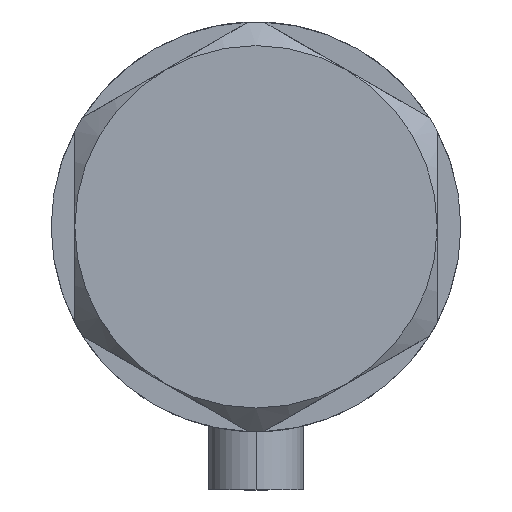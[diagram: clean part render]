
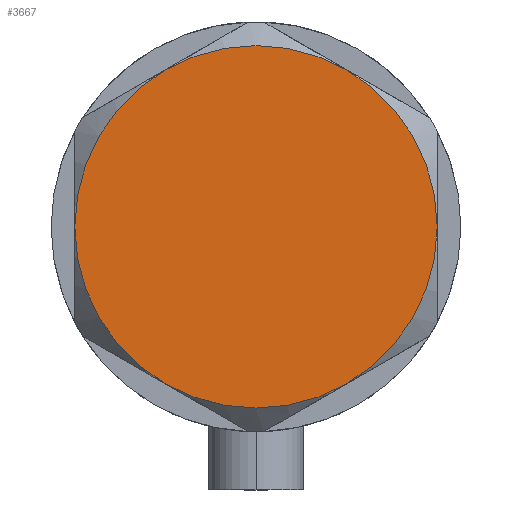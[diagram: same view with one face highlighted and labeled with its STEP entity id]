
A CAD part, left-side view. The second image highlights one B-rep face of the part: STEP entity #3667.
In plain terms, the highlighted face is planar.
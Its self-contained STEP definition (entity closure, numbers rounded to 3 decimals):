
#86 = AXIS2_PLACEMENT_3D ( 'NONE', #2016, #1323, #881 ) ;
#166 = ORIENTED_EDGE ( 'NONE', *, *, #1832, .T. ) ;
#174 = VERTEX_POINT ( 'NONE', #3255 ) ;
#216 = FACE_OUTER_BOUND ( 'NONE', #4402, .T. ) ;
#237 = ORIENTED_EDGE ( 'NONE', *, *, #4425, .T. ) ;
#296 = VERTEX_POINT ( 'NONE', #3295 ) ;
#331 = AXIS2_PLACEMENT_3D ( 'NONE', #1130, #2688, #3395 ) ;
#398 = ORIENTED_EDGE ( 'NONE', *, *, #2606, .T. ) ;
#526 = DIRECTION ( 'NONE',  ( 0., 0., 1. ) ) ;
#578 = DIRECTION ( 'NONE',  ( 1., 0., 0. ) ) ;
#698 = CIRCLE ( 'NONE', #3870, 23. ) ;
#709 = CIRCLE ( 'NONE', #3477, 23. ) ;
#881 = DIRECTION ( 'NONE',  ( 1., 0., 0. ) ) ;
#1130 = CARTESIAN_POINT ( 'NONE',  ( 0., 0., 9. ) ) ;
#1167 = DIRECTION ( 'NONE',  ( 1., 0., 0. ) ) ;
#1255 = CARTESIAN_POINT ( 'NONE',  ( 0., 0., 9. ) ) ;
#1323 = DIRECTION ( 'NONE',  ( 0., 0., 1. ) ) ;
#1436 = AXIS2_PLACEMENT_3D ( 'NONE', #3622, #2523, #1736 ) ;
#1479 = CARTESIAN_POINT ( 'NONE',  ( 11.5, -19.919, 9. ) ) ;
#1509 = CIRCLE ( 'NONE', #2923, 23. ) ;
#1616 = CIRCLE ( 'NONE', #3412, 23. ) ;
#1662 = ORIENTED_EDGE ( 'NONE', *, *, #2304, .T. ) ;
#1736 = DIRECTION ( 'NONE',  ( 1., 0., 0. ) ) ;
#1757 = CIRCLE ( 'NONE', #331, 23. ) ;
#1832 = EDGE_CURVE ( 'NONE', #2337, #4503, #698, .T. ) ;
#1927 = DIRECTION ( 'NONE',  ( 0., 0., 1. ) ) ;
#1995 = VERTEX_POINT ( 'NONE', #1479 ) ;
#2016 = CARTESIAN_POINT ( 'NONE',  ( 0., 0., 9. ) ) ;
#2075 = CIRCLE ( 'NONE', #86, 23. ) ;
#2093 = PLANE ( 'NONE',  #1436 ) ;
#2259 = CARTESIAN_POINT ( 'NONE',  ( 0., 0., 9. ) ) ;
#2304 = EDGE_CURVE ( 'NONE', #4503, #296, #1509, .T. ) ;
#2337 = VERTEX_POINT ( 'NONE', #3714 ) ;
#2523 = DIRECTION ( 'NONE',  ( 0., 0., 1. ) ) ;
#2586 = DIRECTION ( 'NONE',  ( 1., 0., 0. ) ) ;
#2606 = EDGE_CURVE ( 'NONE', #296, #4812, #2075, .T. ) ;
#2688 = DIRECTION ( 'NONE',  ( 0., 0., 1. ) ) ;
#2824 = CARTESIAN_POINT ( 'NONE',  ( 0., 0., 9. ) ) ;
#2826 = DIRECTION ( 'NONE',  ( 0., 0., 1. ) ) ;
#2923 = AXIS2_PLACEMENT_3D ( 'NONE', #2824, #3266, #2586 ) ;
#2963 = ORIENTED_EDGE ( 'NONE', *, *, #3447, .T. ) ;
#3198 = CARTESIAN_POINT ( 'NONE',  ( 0., 0., 9. ) ) ;
#3255 = CARTESIAN_POINT ( 'NONE',  ( -11.5, -19.919, 9. ) ) ;
#3266 = DIRECTION ( 'NONE',  ( 0., 0., 1. ) ) ;
#3295 = CARTESIAN_POINT ( 'NONE',  ( -11.5, 19.919, 9. ) ) ;
#3331 = EDGE_CURVE ( 'NONE', #4812, #174, #709, .T. ) ;
#3334 = CARTESIAN_POINT ( 'NONE',  ( -23., 0., 9. ) ) ;
#3395 = DIRECTION ( 'NONE',  ( 1., 0., 0. ) ) ;
#3412 = AXIS2_PLACEMENT_3D ( 'NONE', #1255, #526, #4253 ) ;
#3447 = EDGE_CURVE ( 'NONE', #1995, #2337, #1757, .T. ) ;
#3477 = AXIS2_PLACEMENT_3D ( 'NONE', #3198, #2826, #578 ) ;
#3622 = CARTESIAN_POINT ( 'NONE',  ( 0., 0., 9. ) ) ;
#3667 = ADVANCED_FACE ( 'NONE', ( #216 ), #2093, .T. ) ;
#3714 = CARTESIAN_POINT ( 'NONE',  ( 23., 0., 9. ) ) ;
#3870 = AXIS2_PLACEMENT_3D ( 'NONE', #2259, #1927, #1167 ) ;
#3976 = ORIENTED_EDGE ( 'NONE', *, *, #3331, .T. ) ;
#4253 = DIRECTION ( 'NONE',  ( 1., 0., 0. ) ) ;
#4402 = EDGE_LOOP ( 'NONE', ( #2963, #166, #1662, #398, #3976, #237 ) ) ;
#4425 = EDGE_CURVE ( 'NONE', #174, #1995, #1616, .T. ) ;
#4503 = VERTEX_POINT ( 'NONE', #4612 ) ;
#4612 = CARTESIAN_POINT ( 'NONE',  ( 11.5, 19.919, 9. ) ) ;
#4812 = VERTEX_POINT ( 'NONE', #3334 ) ;
